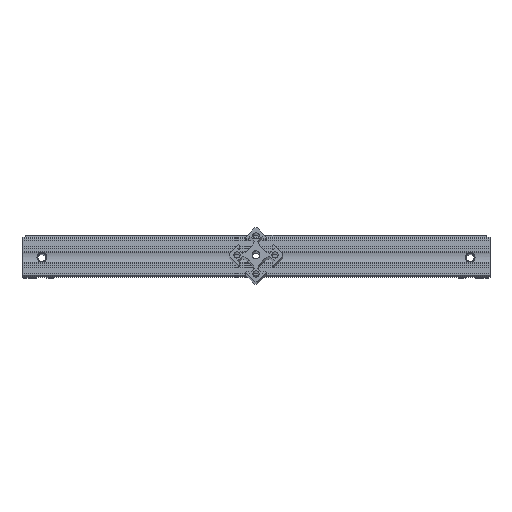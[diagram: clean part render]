
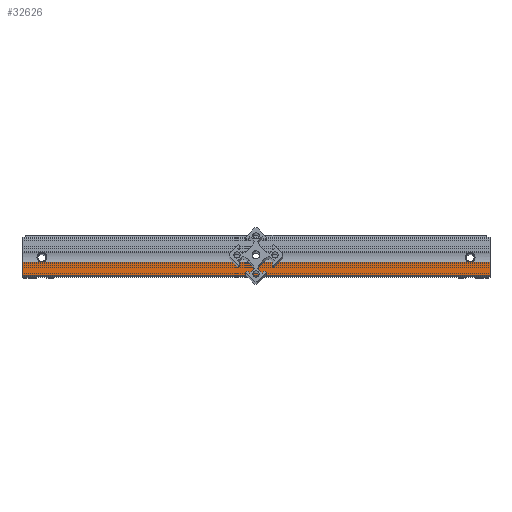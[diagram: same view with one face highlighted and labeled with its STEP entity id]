
A CAD part, top view. The second image highlights one B-rep face of the part: STEP entity #32626.
In plain terms, the highlighted planar face has unit normal (0, 0, 1).
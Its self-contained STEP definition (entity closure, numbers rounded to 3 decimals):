
#23432 = PLANE('',#23433);
#23433 = AXIS2_PLACEMENT_3D('',#23434,#23435,#23436);
#23434 = CARTESIAN_POINT('',(147.502,0.002,-12.5));
#23435 = DIRECTION('',(1.,0.,0.));
#23436 = DIRECTION('',(0.,0.,-1.));
#23505 = PLANE('',#23506);
#23506 = AXIS2_PLACEMENT_3D('',#23507,#23508,#23509);
#23507 = CARTESIAN_POINT('',(-147.498,0.002,-12.5));
#23508 = DIRECTION('',(1.,0.,0.));
#23509 = DIRECTION('',(0.,0.,-1.));
#23685 = VERTEX_POINT('',#23686);
#23686 = CARTESIAN_POINT('',(147.502,-3.251,-0.002
    ));
#23700 = PLANE('',#23701);
#23701 = AXIS2_PLACEMENT_3D('',#23702,#23703,#23704);
#23702 = CARTESIAN_POINT('',(-999.996,-3.251,-0.002
    ));
#23703 = DIRECTION('',(0.,1.,0.));
#23704 = DIRECTION('',(0.,0.,1.));
#23712 = EDGE_CURVE('',#23685,#23713,#23715,.T.);
#23713 = VERTEX_POINT('',#23714);
#23714 = CARTESIAN_POINT('',(147.502,-11.481,
    -0.002));
#23715 = SURFACE_CURVE('',#23716,(#23720,#23727),.PCURVE_S1.);
#23716 = LINE('',#23717,#23718);
#23717 = CARTESIAN_POINT('',(147.502,5.741,
    -0.002));
#23718 = VECTOR('',#23719,1.);
#23719 = DIRECTION('',(0.,-1.,0.));
#23720 = PCURVE('',#23432,#23721);
#23721 = DEFINITIONAL_REPRESENTATION('',(#23722),#23726);
#23722 = LINE('',#23723,#23724);
#23723 = CARTESIAN_POINT('',(-12.498,5.74));
#23724 = VECTOR('',#23725,1.);
#23725 = DIRECTION('',(0.,-1.));
#23726 = ( GEOMETRIC_REPRESENTATION_CONTEXT(2) 
PARAMETRIC_REPRESENTATION_CONTEXT() REPRESENTATION_CONTEXT('2D SPACE',''
  ) );
#23727 = PCURVE('',#23728,#23733);
#23728 = PLANE('',#23729);
#23729 = AXIS2_PLACEMENT_3D('',#23730,#23731,#23732);
#23730 = CARTESIAN_POINT('',(1000.,11.481,-0.002
    ));
#23731 = DIRECTION('',(0.,0.,-1.));
#23732 = DIRECTION('',(0.,1.,0.));
#23733 = DEFINITIONAL_REPRESENTATION('',(#23734),#23738);
#23734 = LINE('',#23735,#23736);
#23735 = CARTESIAN_POINT('',(-5.74,-852.498));
#23736 = VECTOR('',#23737,1.);
#23737 = DIRECTION('',(-1.,0.));
#23738 = ( GEOMETRIC_REPRESENTATION_CONTEXT(2) 
PARAMETRIC_REPRESENTATION_CONTEXT() REPRESENTATION_CONTEXT('2D SPACE',''
  ) );
#23756 = PLANE('',#23757);
#23757 = AXIS2_PLACEMENT_3D('',#23758,#23759,#23760);
#23758 = CARTESIAN_POINT('',(1000.,-11.481,
    -0.002));
#23759 = DIRECTION('',(0.,0.732,-0.681
    ));
#23760 = DIRECTION('',(0.,0.681,0.732
    ));
#25635 = VERTEX_POINT('',#25636);
#25636 = CARTESIAN_POINT('',(-147.498,-3.251,-0.002
    ));
#25657 = EDGE_CURVE('',#25635,#25658,#25660,.T.);
#25658 = VERTEX_POINT('',#25659);
#25659 = CARTESIAN_POINT('',(-147.498,-11.481,
    -0.002));
#25660 = SURFACE_CURVE('',#25661,(#25665,#25672),.PCURVE_S1.);
#25661 = LINE('',#25662,#25663);
#25662 = CARTESIAN_POINT('',(-147.498,5.741,
    -0.002));
#25663 = VECTOR('',#25664,1.);
#25664 = DIRECTION('',(0.,-1.,0.));
#25665 = PCURVE('',#23505,#25666);
#25666 = DEFINITIONAL_REPRESENTATION('',(#25667),#25671);
#25667 = LINE('',#25668,#25669);
#25668 = CARTESIAN_POINT('',(-12.498,5.74));
#25669 = VECTOR('',#25670,1.);
#25670 = DIRECTION('',(0.,-1.));
#25671 = ( GEOMETRIC_REPRESENTATION_CONTEXT(2) 
PARAMETRIC_REPRESENTATION_CONTEXT() REPRESENTATION_CONTEXT('2D SPACE',''
  ) );
#25672 = PCURVE('',#23728,#25673);
#25673 = DEFINITIONAL_REPRESENTATION('',(#25674),#25678);
#25674 = LINE('',#25675,#25676);
#25675 = CARTESIAN_POINT('',(-5.74,-1147.498));
#25676 = VECTOR('',#25677,1.);
#25677 = DIRECTION('',(-1.,0.));
#25678 = ( GEOMETRIC_REPRESENTATION_CONTEXT(2) 
PARAMETRIC_REPRESENTATION_CONTEXT() REPRESENTATION_CONTEXT('2D SPACE',''
  ) );
#32604 = EDGE_CURVE('',#23713,#25658,#32605,.T.);
#32605 = SURFACE_CURVE('',#32606,(#32610,#32617),.PCURVE_S1.);
#32606 = LINE('',#32607,#32608);
#32607 = CARTESIAN_POINT('',(1000.,-11.481,
    -0.002));
#32608 = VECTOR('',#32609,1.);
#32609 = DIRECTION('',(-1.,-0.,0.));
#32610 = PCURVE('',#23756,#32611);
#32611 = DEFINITIONAL_REPRESENTATION('',(#32612),#32616);
#32612 = LINE('',#32613,#32614);
#32613 = CARTESIAN_POINT('',(0.,0.));
#32614 = VECTOR('',#32615,1.);
#32615 = DIRECTION('',(0.,-1.));
#32616 = ( GEOMETRIC_REPRESENTATION_CONTEXT(2) 
PARAMETRIC_REPRESENTATION_CONTEXT() REPRESENTATION_CONTEXT('2D SPACE',''
  ) );
#32617 = PCURVE('',#23728,#32618);
#32618 = DEFINITIONAL_REPRESENTATION('',(#32619),#32623);
#32619 = LINE('',#32620,#32621);
#32620 = CARTESIAN_POINT('',(-22.962,0.));
#32621 = VECTOR('',#32622,1.);
#32622 = DIRECTION('',(0.,-1.));
#32623 = ( GEOMETRIC_REPRESENTATION_CONTEXT(2) 
PARAMETRIC_REPRESENTATION_CONTEXT() REPRESENTATION_CONTEXT('2D SPACE',''
  ) );
#32626 = ADVANCED_FACE('',(#32627),#23728,.F.);
#32627 = FACE_BOUND('',#32628,.F.);
#32628 = EDGE_LOOP('',(#32629,#32630,#32651,#32652));
#32629 = ORIENTED_EDGE('',*,*,#25657,.F.);
#32630 = ORIENTED_EDGE('',*,*,#32631,.T.);
#32631 = EDGE_CURVE('',#25635,#23685,#32632,.T.);
#32632 = SURFACE_CURVE('',#32633,(#32637,#32644),.PCURVE_S1.);
#32633 = LINE('',#32634,#32635);
#32634 = CARTESIAN_POINT('',(-999.996,-3.251,-0.002
    ));
#32635 = VECTOR('',#32636,1.);
#32636 = DIRECTION('',(1.,0.,0.));
#32637 = PCURVE('',#23728,#32638);
#32638 = DEFINITIONAL_REPRESENTATION('',(#32639),#32643);
#32639 = LINE('',#32640,#32641);
#32640 = CARTESIAN_POINT('',(-14.732,-1999.996));
#32641 = VECTOR('',#32642,1.);
#32642 = DIRECTION('',(0.,1.));
#32643 = ( GEOMETRIC_REPRESENTATION_CONTEXT(2) 
PARAMETRIC_REPRESENTATION_CONTEXT() REPRESENTATION_CONTEXT('2D SPACE',''
  ) );
#32644 = PCURVE('',#23700,#32645);
#32645 = DEFINITIONAL_REPRESENTATION('',(#32646),#32650);
#32646 = LINE('',#32647,#32648);
#32647 = CARTESIAN_POINT('',(0.,0.));
#32648 = VECTOR('',#32649,1.);
#32649 = DIRECTION('',(0.,1.));
#32650 = ( GEOMETRIC_REPRESENTATION_CONTEXT(2) 
PARAMETRIC_REPRESENTATION_CONTEXT() REPRESENTATION_CONTEXT('2D SPACE',''
  ) );
#32651 = ORIENTED_EDGE('',*,*,#23712,.T.);
#32652 = ORIENTED_EDGE('',*,*,#32604,.T.);
